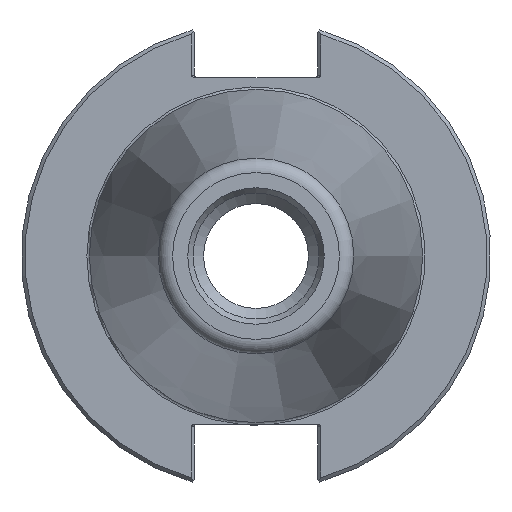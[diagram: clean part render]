
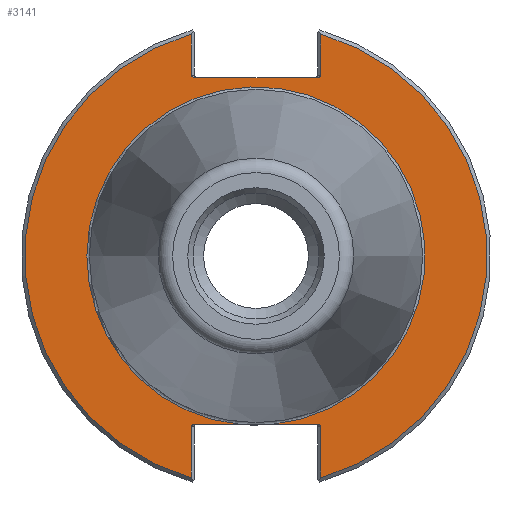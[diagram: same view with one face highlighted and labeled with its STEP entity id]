
A CAD part, left-side view. The second image highlights one B-rep face of the part: STEP entity #3141.
In plain terms, the highlighted planar face has unit normal (-1, 0, 0).
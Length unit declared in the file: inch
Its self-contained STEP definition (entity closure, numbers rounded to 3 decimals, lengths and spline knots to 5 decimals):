
#2496=CARTESIAN_POINT('',(0.125,-0.50422,1.472));
#2497=VERTEX_POINT('',#2496);
#2504=CARTESIAN_POINT('',(0.125,-0.5325,1.492));
#2505=VERTEX_POINT('',#2504);
#2506=CARTESIAN_POINT('',(0.125,-0.50422,1.492));
#2507=DIRECTION('',(-1.0,0.0,0.0));
#2508=DIRECTION('',(0.0,-1.0,0.0));
#2509=AXIS2_PLACEMENT_3D('',#2506,#2507,#2508);
#2510=ELLIPSE('',#2509,0.02828,0.02);
#2511=EDGE_CURVE('',#2497,#2505,#2510,.T.);
#2561=CARTESIAN_POINT('',(0.125,-0.5325,1.83167));
#2562=VERTEX_POINT('',#2561);
#2563=CARTESIAN_POINT('',(0.125,-0.5325,1.492));
#2564=DIRECTION('',(0.0,0.0,1.0));
#2565=VECTOR('',#2564,0.33967);
#2566=LINE('',#2563,#2565);
#2567=EDGE_CURVE('',#2505,#2562,#2566,.T.);
#2650=CARTESIAN_POINT('',(0.125,0.50422,-1.388));
#2651=VERTEX_POINT('',#2650);
#2658=CARTESIAN_POINT('',(0.125,0.5325,-1.408));
#2659=VERTEX_POINT('',#2658);
#2660=CARTESIAN_POINT('',(0.125,0.50422,-1.408));
#2661=DIRECTION('',(-1.0,0.0,0.0));
#2662=DIRECTION('',(0.0,1.0,0.0));
#2663=AXIS2_PLACEMENT_3D('',#2660,#2661,#2662);
#2664=ELLIPSE('',#2663,0.02828,0.02);
#2665=EDGE_CURVE('',#2651,#2659,#2664,.T.);
#2715=CARTESIAN_POINT('',(0.125,0.5325,-1.83167));
#2716=VERTEX_POINT('',#2715);
#2717=CARTESIAN_POINT('',(0.125,0.5325,-1.408));
#2718=DIRECTION('',(0.0,0.0,-1.0));
#2719=VECTOR('',#2718,0.42367);
#2720=LINE('',#2717,#2719);
#2721=EDGE_CURVE('',#2659,#2716,#2720,.T.);
#2746=CARTESIAN_POINT('',(0.125,-0.5325,-1.408));
#2747=VERTEX_POINT('',#2746);
#2748=CARTESIAN_POINT('',(0.125,-0.50422,-1.388));
#2749=VERTEX_POINT('',#2748);
#2750=CARTESIAN_POINT('',(0.125,-0.50422,-1.408));
#2751=DIRECTION('',(-1.0,0.0,0.0));
#2752=DIRECTION('',(0.0,-1.0,0.0));
#2753=AXIS2_PLACEMENT_3D('',#2750,#2751,#2752);
#2754=ELLIPSE('',#2753,0.02828,0.02);
#2755=EDGE_CURVE('',#2747,#2749,#2754,.T.);
#2853=CARTESIAN_POINT('',(0.125,-0.5325,-1.83167));
#2854=VERTEX_POINT('',#2853);
#2861=CARTESIAN_POINT('',(0.125,-0.5325,-1.83167));
#2862=DIRECTION('',(0.0,0.0,1.0));
#2863=VECTOR('',#2862,0.42367);
#2864=LINE('',#2861,#2863);
#2865=EDGE_CURVE('',#2854,#2747,#2864,.T.);
#2907=CARTESIAN_POINT('',(0.125,0.5325,1.492));
#2908=VERTEX_POINT('',#2907);
#2915=CARTESIAN_POINT('',(0.125,0.50422,1.472));
#2916=VERTEX_POINT('',#2915);
#2917=CARTESIAN_POINT('',(0.125,0.50422,1.492));
#2918=DIRECTION('',(-1.0,0.0,0.0));
#2919=DIRECTION('',(0.0,1.0,0.0));
#2920=AXIS2_PLACEMENT_3D('',#2917,#2918,#2919);
#2921=ELLIPSE('',#2920,0.02828,0.02);
#2922=EDGE_CURVE('',#2908,#2916,#2921,.T.);
#3007=CARTESIAN_POINT('',(0.125,0.5325,1.83167));
#3008=VERTEX_POINT('',#3007);
#3015=CARTESIAN_POINT('',(0.125,0.5325,1.83167));
#3016=DIRECTION('',(0.0,0.0,-1.0));
#3017=VECTOR('',#3016,0.33967);
#3018=LINE('',#3015,#3017);
#3019=EDGE_CURVE('',#3008,#2908,#3018,.T.);
#3054=CARTESIAN_POINT('',(0.125,-0.13957,-1.388));
#3055=VERTEX_POINT('',#3054);
#3056=CARTESIAN_POINT('',(0.125,0.13957,-1.388));
#3057=VERTEX_POINT('',#3056);
#3072=CARTESIAN_POINT('',(0.125,0.0,0.0));
#3073=DIRECTION('',(-1.0,0.0,0.0));
#3074=DIRECTION('',(0.0,-1.0,0.0));
#3075=AXIS2_PLACEMENT_3D('',#3072,#3073,#3074);
#3076=CIRCLE('',#3075,1.395);
#3077=EDGE_CURVE('',#3055,#3057,#3076,.T.);
#3093=CARTESIAN_POINT('',(0.125,1.65625,0.0));
#3094=DIRECTION('',(-1.0,0.0,0.0));
#3095=DIRECTION('',(0.0,0.0,1.0));
#3096=AXIS2_PLACEMENT_3D('',#3093,#3094,#3095);
#3097=PLANE('',#3096);
#3098=ORIENTED_EDGE('',*,*,#3077,.F.);
#3099=CARTESIAN_POINT('',(0.125,-0.50422,-1.388));
#3100=DIRECTION('',(0.0,1.0,0.0));
#3101=VECTOR('',#3100,0.36464);
#3102=LINE('',#3099,#3101);
#3103=EDGE_CURVE('',#2749,#3055,#3102,.T.);
#3104=ORIENTED_EDGE('',*,*,#3103,.F.);
#3105=ORIENTED_EDGE('',*,*,#2755,.F.);
#3106=ORIENTED_EDGE('',*,*,#2865,.F.);
#3107=CARTESIAN_POINT('',(0.125,0.0,0.0));
#3108=DIRECTION('',(1.0,0.0,0.0));
#3109=DIRECTION('',(0.0,-1.0,0.0));
#3110=AXIS2_PLACEMENT_3D('',#3107,#3108,#3109);
#3111=CIRCLE('',#3110,1.9075);
#3112=EDGE_CURVE('',#2562,#2854,#3111,.T.);
#3113=ORIENTED_EDGE('',*,*,#3112,.F.);
#3114=ORIENTED_EDGE('',*,*,#2567,.F.);
#3115=ORIENTED_EDGE('',*,*,#2511,.F.);
#3116=CARTESIAN_POINT('',(0.125,0.50422,1.472));
#3117=DIRECTION('',(0.0,-1.0,0.0));
#3118=VECTOR('',#3117,1.00843);
#3119=LINE('',#3116,#3118);
#3120=EDGE_CURVE('',#2916,#2497,#3119,.T.);
#3121=ORIENTED_EDGE('',*,*,#3120,.F.);
#3122=ORIENTED_EDGE('',*,*,#2922,.F.);
#3123=ORIENTED_EDGE('',*,*,#3019,.F.);
#3124=CARTESIAN_POINT('',(0.125,0.0,0.0));
#3125=DIRECTION('',(1.0,0.0,0.0));
#3126=DIRECTION('',(0.0,1.0,0.0));
#3127=AXIS2_PLACEMENT_3D('',#3124,#3125,#3126);
#3128=CIRCLE('',#3127,1.9075);
#3129=EDGE_CURVE('',#2716,#3008,#3128,.T.);
#3130=ORIENTED_EDGE('',*,*,#3129,.F.);
#3131=ORIENTED_EDGE('',*,*,#2721,.F.);
#3132=ORIENTED_EDGE('',*,*,#2665,.F.);
#3133=CARTESIAN_POINT('',(0.125,0.13957,-1.388));
#3134=DIRECTION('',(0.0,1.0,0.0));
#3135=VECTOR('',#3134,0.36464);
#3136=LINE('',#3133,#3135);
#3137=EDGE_CURVE('',#3057,#2651,#3136,.T.);
#3138=ORIENTED_EDGE('',*,*,#3137,.F.);
#3139=EDGE_LOOP('',(#3098,#3104,#3105,#3106,#3113,#3114,#3115,#3121,#3122,#3123,#3130,#3131,#3132,#3138));
#3140=FACE_OUTER_BOUND('',#3139,.T.);
#3141=ADVANCED_FACE('',(#3140),#3097,.T.);
